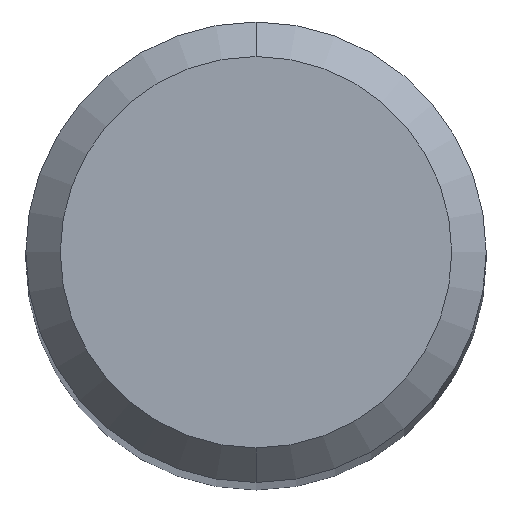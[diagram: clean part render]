
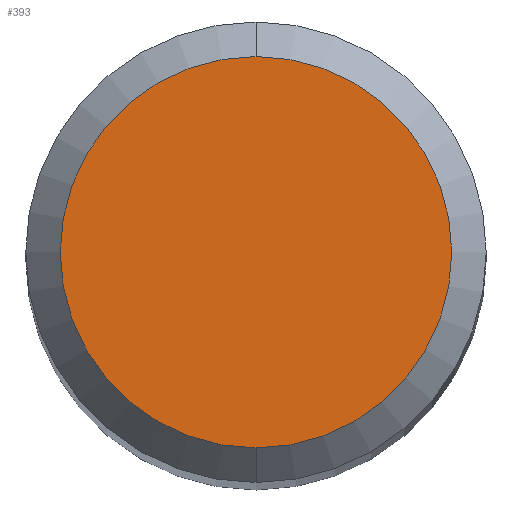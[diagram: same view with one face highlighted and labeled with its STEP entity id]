
A CAD part, top view. The second image highlights one B-rep face of the part: STEP entity #393.
In plain terms, the highlighted planar face has unit normal (0, 0, 1).
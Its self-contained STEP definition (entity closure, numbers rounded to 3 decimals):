
#195=VERTEX_POINT('',#495);
#199=VERTEX_POINT('',#499);
#201=EDGE_CURVE('',#195,#199,#501,.T.);
#393=ADVANCED_FACE('',(#713),#714,.T.);
#397=EDGE_CURVE('',#199,#195,#719,.T.);
#495=CARTESIAN_POINT('',(0.,-1.7,0.0));
#499=CARTESIAN_POINT('',(0.0,1.7,0.0));
#501=CIRCLE('',#869,1.7);
#713=FACE_OUTER_BOUND('',#1313,.T.);
#714=PLANE('',#1314);
#719=CIRCLE('',#1320,1.7);
#869=AXIS2_PLACEMENT_3D('',#1421,#1422,#1423);
#1313=EDGE_LOOP('',(#1674,#1675));
#1314=AXIS2_PLACEMENT_3D('',#1676,#1677,#1678);
#1320=AXIS2_PLACEMENT_3D('',#1688,#1689,#1690);
#1421=CARTESIAN_POINT('',(0.0,0.0,0.0));
#1422=DIRECTION('',(0.0,0.0,-1.0));
#1423=DIRECTION('',(0.0,1.0,0.0));
#1674=ORIENTED_EDGE('',*,*,#397,.F.);
#1675=ORIENTED_EDGE('',*,*,#201,.F.);
#1676=CARTESIAN_POINT('',(0.0,0.85,0.0));
#1677=DIRECTION('',(-0.0,0.0,1.0));
#1678=DIRECTION('',(0.0,-1.0,0.0));
#1688=CARTESIAN_POINT('',(0.0,0.0,0.0));
#1689=DIRECTION('',(0.0,0.0,-1.0));
#1690=DIRECTION('',(0.0,1.0,0.0));
